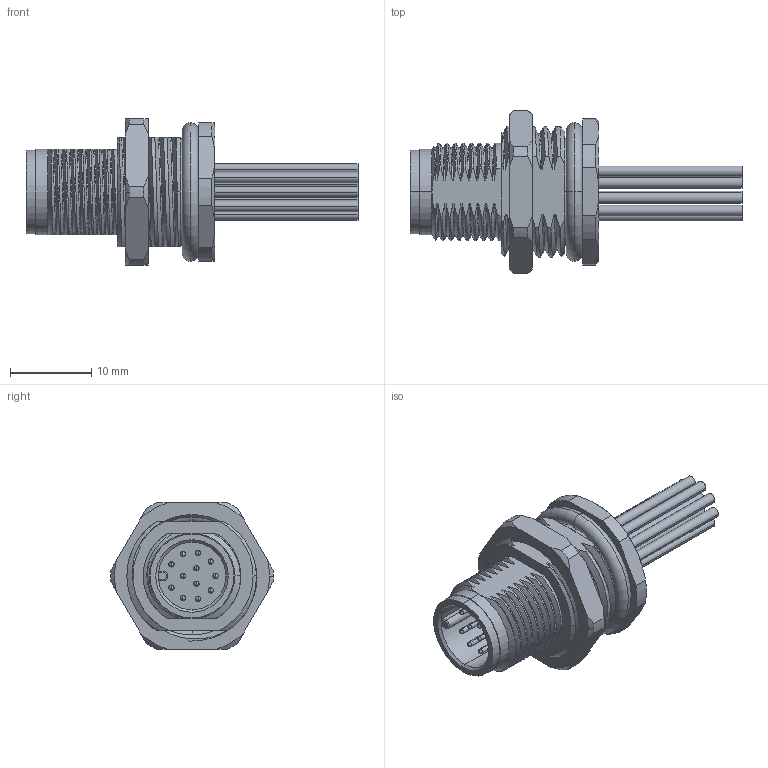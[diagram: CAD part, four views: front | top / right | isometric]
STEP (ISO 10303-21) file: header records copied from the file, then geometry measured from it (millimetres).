
FILE_DESCRIPTION (( 'STEP AP203' ), '1' );
FILE_NAME ('FCF4M12-SA12PSP0002-00.STEP', '2024-08-17T08:28:47', ( '' ), ( '' ), 'SwSTEP 2.0', 'SolidWorks 2021', '' );
FILE_SCHEMA (( 'CONFIG_CONTROL_DESIGN' ));
Length unit declared in the file: millimetre
Products named in the file (1): FCF4M12-SA12PSP0002-00
Bounding box: 40.8 x 20 x 18 mm (x, y, z)
Volume: 3434.1 mm3; surface area: 4689.5 mm2
Topology: 2 solids, 15 shells, 449 faces, 1126 edges, 713 vertices
Faces by surface type: cylinder 176, bspline 95, plane 79, cone 66, sphere 24, torus 9
Entity records: 34837 total; most frequent: CARTESIAN_POINT 24881, ORIENTED_EDGE 2180, DIRECTION 1804, EDGE_CURVE 1090, AXIS2_PLACEMENT_3D 754, VERTEX_POINT 701, EDGE_LOOP 517, ADVANCED_FACE 449
